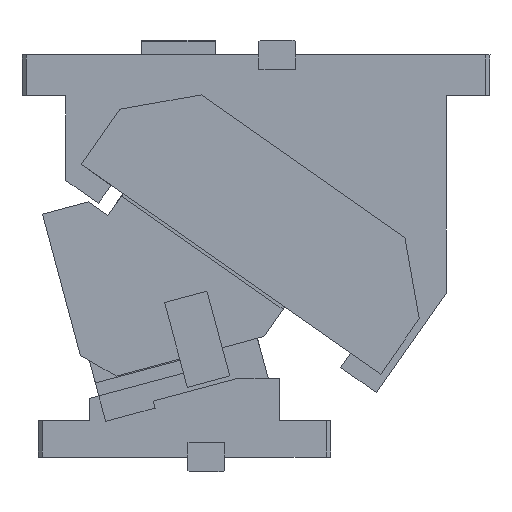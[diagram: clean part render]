
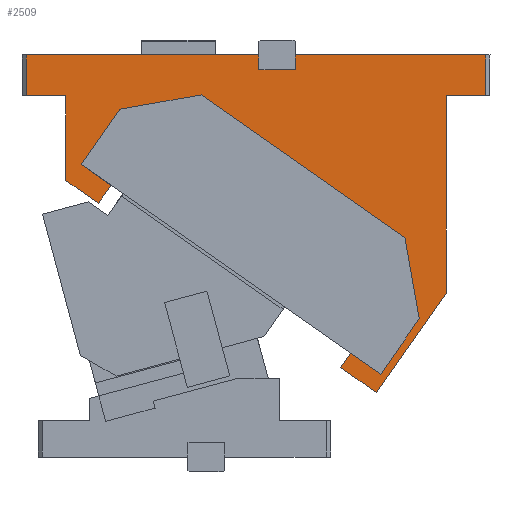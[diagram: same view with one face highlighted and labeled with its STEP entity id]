
A CAD part, left-side view. The second image highlights one B-rep face of the part: STEP entity #2509.
In plain terms, the highlighted planar face has unit normal (-1, 0, 0).
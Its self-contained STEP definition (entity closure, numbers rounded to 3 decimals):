
#57=CARTESIAN_POINT('Line Origine',(374.527,431.689,-199.391)) ;
#61=CARTESIAN_POINT('Vertex',(374.527,418.497,-180.55)) ;
#63=CARTESIAN_POINT('Vertex',(374.527,444.881,-218.231)) ;
#97=CARTESIAN_POINT('Line Origine',(374.527,423.408,-152.696)) ;
#101=CARTESIAN_POINT('Vertex',(374.527,428.32,-124.841)) ;
#134=CARTESIAN_POINT('Vertex',(374.527,567.575,-27.333)) ;
#142=CARTESIAN_POINT('Line Origine',(374.527,497.948,-76.087)) ;
#166=CARTESIAN_POINT('Line Origine',(374.527,595.43,-32.245)) ;
#170=CARTESIAN_POINT('Vertex',(374.527,623.285,-37.156)) ;
#190=CARTESIAN_POINT('Line Origine',(374.527,636.477,-55.997)) ;
#194=CARTESIAN_POINT('Vertex',(374.527,649.669,-74.837)) ;
#227=CARTESIAN_POINT('Vertex',(374.527,629.237,-89.144)) ;
#241=CARTESIAN_POINT('Vertex',(374.527,465.423,-203.848)) ;
#244=CARTESIAN_POINT('Line Origine',(374.527,455.152,-211.039)) ;
#254=CARTESIAN_POINT('Line Origine',(374.527,639.453,-81.991)) ;
#639=CARTESIAN_POINT('Line Origine',(374.527,400.09,-95.423)) ;
#643=CARTESIAN_POINT('Vertex',(374.527,400.09,-28.)) ;
#645=CARTESIAN_POINT('Vertex',(374.527,400.09,-162.846)) ;
#679=CARTESIAN_POINT('Line Origine',(374.527,423.917,-196.875)) ;
#683=CARTESIAN_POINT('Vertex',(374.527,447.743,-230.903)) ;
#710=CARTESIAN_POINT('Line Origine',(374.527,460.031,-222.299)) ;
#714=CARTESIAN_POINT('Vertex',(374.527,472.318,-213.696)) ;
#973=CARTESIAN_POINT('Line Origine',(374.527,648.971,-93.664)) ;
#977=CARTESIAN_POINT('Vertex',(374.527,637.853,-101.449)) ;
#979=CARTESIAN_POINT('Vertex',(374.527,660.09,-85.879)) ;
#1019=CARTESIAN_POINT('Vertex',(374.527,660.09,-28.)) ;
#1027=CARTESIAN_POINT('Line Origine',(374.527,660.09,-56.939)) ;
#1746=CARTESIAN_POINT('Vertex',(374.527,528.092,0.)) ;
#1749=CARTESIAN_POINT('Line Origine',(374.527,528.092,-5.)) ;
#1753=CARTESIAN_POINT('Vertex',(374.527,528.092,-10.)) ;
#1768=CARTESIAN_POINT('Line Origine',(374.527,515.592,-10.)) ;
#1772=CARTESIAN_POINT('Vertex',(374.527,503.092,-10.)) ;
#1794=CARTESIAN_POINT('Line Origine',(374.527,503.092,-5.)) ;
#1798=CARTESIAN_POINT('Vertex',(374.527,503.092,0.)) ;
#2265=CARTESIAN_POINT('Line Origine',(374.527,673.59,-28.)) ;
#2269=CARTESIAN_POINT('Vertex',(374.527,687.09,-28.)) ;
#2299=CARTESIAN_POINT('Line Origine',(374.527,607.591,0.)) ;
#2303=CARTESIAN_POINT('Vertex',(374.527,687.09,0.)) ;
#2348=CARTESIAN_POINT('Line Origine',(374.527,687.09,-115.451)) ;
#2450=CARTESIAN_POINT('Axis2P3D Location',(374.527,512.68,-74.842)) ;
#2455=CARTESIAN_POINT('Line Origine',(374.527,373.09,-14.)) ;
#2459=CARTESIAN_POINT('Vertex',(374.527,373.09,0.)) ;
#2461=CARTESIAN_POINT('Vertex',(374.527,373.09,-28.)) ;
#2464=CARTESIAN_POINT('Line Origine',(374.527,438.091,0.)) ;
#2469=CARTESIAN_POINT('Line Origine',(374.527,633.545,-95.297)) ;
#2474=CARTESIAN_POINT('Line Origine',(374.527,468.87,-208.772)) ;
#2479=CARTESIAN_POINT('Line Origine',(374.527,386.59,-28.)) ;
#58=DIRECTION('Vector Direction',(0.,0.574,-0.819)) ;
#98=DIRECTION('Vector Direction',(0.,-0.174,-0.985)) ;
#143=DIRECTION('Vector Direction',(0.,-0.819,-0.574)) ;
#167=DIRECTION('Vector Direction',(0.,-0.985,0.174)) ;
#191=DIRECTION('Vector Direction',(0.,-0.574,0.819)) ;
#245=DIRECTION('Vector Direction',(0.,0.819,0.574)) ;
#255=DIRECTION('Vector Direction',(0.,0.819,0.574)) ;
#640=DIRECTION('Vector Direction',(0.,0.,-1.)) ;
#680=DIRECTION('Vector Direction',(0.,0.574,-0.819)) ;
#711=DIRECTION('Vector Direction',(0.,0.819,0.574)) ;
#974=DIRECTION('Vector Direction',(0.,0.819,0.574)) ;
#1028=DIRECTION('Vector Direction',(0.,0.,1.)) ;
#1750=DIRECTION('Vector Direction',(0.,0.,-1.)) ;
#1769=DIRECTION('Vector Direction',(0.,1.,0.)) ;
#1795=DIRECTION('Vector Direction',(0.,0.,-1.)) ;
#2266=DIRECTION('Vector Direction',(0.,1.,0.)) ;
#2300=DIRECTION('Vector Direction',(0.,-1.,0.)) ;
#2349=DIRECTION('Vector Direction',(0.,0.,1.)) ;
#2451=DIRECTION('Axis2P3D Direction',(1.,0.,0.)) ;
#2452=DIRECTION('Axis2P3D XDirection',(0.,1.,0.)) ;
#2456=DIRECTION('Vector Direction',(0.,0.,-1.)) ;
#2465=DIRECTION('Vector Direction',(0.,-1.,0.)) ;
#2470=DIRECTION('Vector Direction',(0.,0.574,-0.819)) ;
#2475=DIRECTION('Vector Direction',(0.,-0.574,0.819)) ;
#2480=DIRECTION('Vector Direction',(0.,1.,0.)) ;
#2453=AXIS2_PLACEMENT_3D('Plane Axis2P3D',#2450,#2451,#2452) ;
#2485=ORIENTED_EDGE('',*,*,#2463,.F.) ;
#2486=ORIENTED_EDGE('',*,*,#2468,.F.) ;
#2487=ORIENTED_EDGE('',*,*,#1800,.T.) ;
#2488=ORIENTED_EDGE('',*,*,#1774,.F.) ;
#2489=ORIENTED_EDGE('',*,*,#1755,.F.) ;
#2490=ORIENTED_EDGE('',*,*,#2305,.F.) ;
#2491=ORIENTED_EDGE('',*,*,#2352,.F.) ;
#2492=ORIENTED_EDGE('',*,*,#2271,.F.) ;
#2493=ORIENTED_EDGE('',*,*,#1031,.F.) ;
#2494=ORIENTED_EDGE('',*,*,#981,.F.) ;
#2495=ORIENTED_EDGE('',*,*,#2473,.F.) ;
#2496=ORIENTED_EDGE('',*,*,#258,.T.) ;
#2497=ORIENTED_EDGE('',*,*,#196,.T.) ;
#2498=ORIENTED_EDGE('',*,*,#172,.T.) ;
#2499=ORIENTED_EDGE('',*,*,#146,.T.) ;
#2500=ORIENTED_EDGE('',*,*,#103,.T.) ;
#2501=ORIENTED_EDGE('',*,*,#65,.T.) ;
#2502=ORIENTED_EDGE('',*,*,#248,.T.) ;
#2503=ORIENTED_EDGE('',*,*,#2478,.F.) ;
#2504=ORIENTED_EDGE('',*,*,#716,.F.) ;
#2505=ORIENTED_EDGE('',*,*,#685,.F.) ;
#2506=ORIENTED_EDGE('',*,*,#647,.F.) ;
#2507=ORIENTED_EDGE('',*,*,#2483,.F.) ;
#59=VECTOR('Line Direction',#58,1.) ;
#99=VECTOR('Line Direction',#98,1.) ;
#144=VECTOR('Line Direction',#143,1.) ;
#168=VECTOR('Line Direction',#167,1.) ;
#192=VECTOR('Line Direction',#191,1.) ;
#246=VECTOR('Line Direction',#245,1.) ;
#256=VECTOR('Line Direction',#255,1.) ;
#641=VECTOR('Line Direction',#640,1.) ;
#681=VECTOR('Line Direction',#680,1.) ;
#712=VECTOR('Line Direction',#711,1.) ;
#975=VECTOR('Line Direction',#974,1.) ;
#1029=VECTOR('Line Direction',#1028,1.) ;
#1751=VECTOR('Line Direction',#1750,1.) ;
#1770=VECTOR('Line Direction',#1769,1.) ;
#1796=VECTOR('Line Direction',#1795,1.) ;
#2267=VECTOR('Line Direction',#2266,1.) ;
#2301=VECTOR('Line Direction',#2300,1.) ;
#2350=VECTOR('Line Direction',#2349,1.) ;
#2457=VECTOR('Line Direction',#2456,1.) ;
#2466=VECTOR('Line Direction',#2465,1.) ;
#2471=VECTOR('Line Direction',#2470,1.) ;
#2476=VECTOR('Line Direction',#2475,1.) ;
#2481=VECTOR('Line Direction',#2480,1.) ;
#2509=ADVANCED_FACE('CAM HOLDER',(#2508),#2454,.F.) ;
#65=EDGE_CURVE('',#62,#64,#60,.T.) ;
#103=EDGE_CURVE('',#102,#62,#100,.T.) ;
#146=EDGE_CURVE('',#135,#102,#145,.T.) ;
#172=EDGE_CURVE('',#171,#135,#169,.T.) ;
#196=EDGE_CURVE('',#195,#171,#193,.T.) ;
#248=EDGE_CURVE('',#64,#242,#247,.T.) ;
#258=EDGE_CURVE('',#228,#195,#257,.T.) ;
#647=EDGE_CURVE('',#644,#646,#642,.T.) ;
#685=EDGE_CURVE('',#646,#684,#682,.T.) ;
#716=EDGE_CURVE('',#684,#715,#713,.T.) ;
#981=EDGE_CURVE('',#978,#980,#976,.T.) ;
#1031=EDGE_CURVE('',#980,#1020,#1030,.T.) ;
#1755=EDGE_CURVE('',#1747,#1754,#1752,.T.) ;
#1774=EDGE_CURVE('',#1754,#1773,#1771,.F.) ;
#1800=EDGE_CURVE('',#1799,#1773,#1797,.T.) ;
#2271=EDGE_CURVE('',#1020,#2270,#2268,.T.) ;
#2305=EDGE_CURVE('',#2304,#1747,#2302,.T.) ;
#2352=EDGE_CURVE('',#2270,#2304,#2351,.T.) ;
#2463=EDGE_CURVE('',#2460,#2462,#2458,.T.) ;
#2468=EDGE_CURVE('',#1799,#2460,#2467,.T.) ;
#2473=EDGE_CURVE('',#228,#978,#2472,.T.) ;
#2478=EDGE_CURVE('',#715,#242,#2477,.T.) ;
#2483=EDGE_CURVE('',#2462,#644,#2482,.T.) ;
#2484=EDGE_LOOP('',(#2485,#2486,#2487,#2488,#2489,#2490,#2491,#2492,#2493,#2494,#2495,#2496,#2497,#2498,#2499,#2500,#2501,#2502,#2503,#2504,#2505,#2506,#2507)) ;
#2508=FACE_OUTER_BOUND('',#2484,.T.) ;
#60=LINE('Line',#57,#59) ;
#100=LINE('Line',#97,#99) ;
#145=LINE('Line',#142,#144) ;
#169=LINE('Line',#166,#168) ;
#193=LINE('Line',#190,#192) ;
#247=LINE('Line',#244,#246) ;
#257=LINE('Line',#254,#256) ;
#642=LINE('Line',#639,#641) ;
#682=LINE('Line',#679,#681) ;
#713=LINE('Line',#710,#712) ;
#976=LINE('Line',#973,#975) ;
#1030=LINE('Line',#1027,#1029) ;
#1752=LINE('Line',#1749,#1751) ;
#1771=LINE('Line',#1768,#1770) ;
#1797=LINE('Line',#1794,#1796) ;
#2268=LINE('Line',#2265,#2267) ;
#2302=LINE('Line',#2299,#2301) ;
#2351=LINE('Line',#2348,#2350) ;
#2458=LINE('Line',#2455,#2457) ;
#2467=LINE('Line',#2464,#2466) ;
#2472=LINE('Line',#2469,#2471) ;
#2477=LINE('Line',#2474,#2476) ;
#2482=LINE('Line',#2479,#2481) ;
#2454=PLANE('Plane',#2453) ;
#62=VERTEX_POINT('',#61) ;
#64=VERTEX_POINT('',#63) ;
#102=VERTEX_POINT('',#101) ;
#135=VERTEX_POINT('',#134) ;
#171=VERTEX_POINT('',#170) ;
#195=VERTEX_POINT('',#194) ;
#228=VERTEX_POINT('',#227) ;
#242=VERTEX_POINT('',#241) ;
#644=VERTEX_POINT('',#643) ;
#646=VERTEX_POINT('',#645) ;
#684=VERTEX_POINT('',#683) ;
#715=VERTEX_POINT('',#714) ;
#978=VERTEX_POINT('',#977) ;
#980=VERTEX_POINT('',#979) ;
#1020=VERTEX_POINT('',#1019) ;
#1747=VERTEX_POINT('',#1746) ;
#1754=VERTEX_POINT('',#1753) ;
#1773=VERTEX_POINT('',#1772) ;
#1799=VERTEX_POINT('',#1798) ;
#2270=VERTEX_POINT('',#2269) ;
#2304=VERTEX_POINT('',#2303) ;
#2460=VERTEX_POINT('',#2459) ;
#2462=VERTEX_POINT('',#2461) ;
